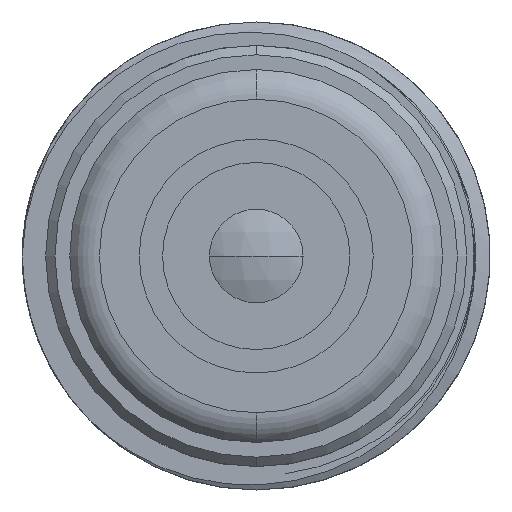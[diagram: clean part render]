
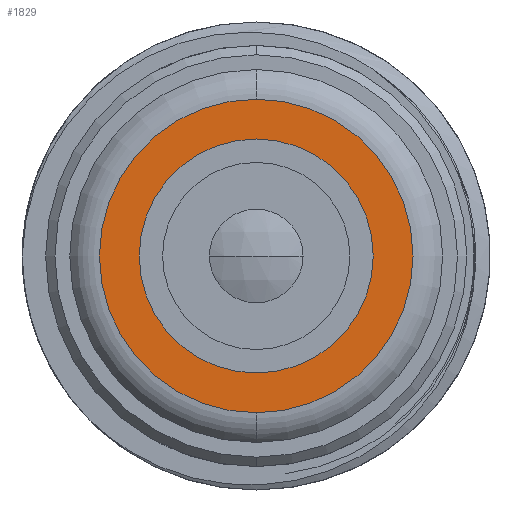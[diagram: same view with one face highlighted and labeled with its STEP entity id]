
A CAD part, left-side view. The second image highlights one B-rep face of the part: STEP entity #1829.
In plain terms, the highlighted planar face has unit normal (-1, 0, 0).
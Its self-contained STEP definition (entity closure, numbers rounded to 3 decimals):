
#124 = ORIENTED_EDGE ( 'NONE', *, *, #2011, .F. ) ;
#210 = VERTEX_POINT ( 'NONE', #3911 ) ;
#211 = DIRECTION ( 'NONE',  ( -1., 0., 0. ) ) ;
#242 = ORIENTED_EDGE ( 'NONE', *, *, #1626, .F. ) ;
#297 = CARTESIAN_POINT ( 'NONE',  ( 3.15, 0., 0. ) ) ;
#374 = CARTESIAN_POINT ( 'NONE',  ( 3.15, 0., 0. ) ) ;
#657 = DIRECTION ( 'NONE',  ( 1., 0., 0. ) ) ;
#787 = CIRCLE ( 'NONE', #3142, 2.245 ) ;
#882 = DIRECTION ( 'NONE',  ( -1., 0., 0. ) ) ;
#998 = FACE_OUTER_BOUND ( 'NONE', #3815, .T. ) ;
#1111 = AXIS2_PLACEMENT_3D ( 'NONE', #3411, #1531, #3874 ) ;
#1373 = CARTESIAN_POINT ( 'NONE',  ( 3.15, 0., 0. ) ) ;
#1397 = DIRECTION ( 'NONE',  ( 0., 0., 1. ) ) ;
#1473 = CARTESIAN_POINT ( 'NONE',  ( 3.15, 0., 2.245 ) ) ;
#1531 = DIRECTION ( 'NONE',  ( -1., 0., 0. ) ) ;
#1594 = CARTESIAN_POINT ( 'NONE',  ( 3.15, 0., 3.35 ) ) ;
#1607 = CIRCLE ( 'NONE', #1111, 2.245 ) ;
#1626 = EDGE_CURVE ( 'NONE', #6023, #1723, #1607, .T. ) ;
#1723 = VERTEX_POINT ( 'NONE', #2021 ) ;
#1829 = ADVANCED_FACE ( 'NONE', ( #3048, #998 ), #3075, .F. ) ;
#2011 = EDGE_CURVE ( 'NONE', #1723, #6023, #787, .T. ) ;
#2021 = CARTESIAN_POINT ( 'NONE',  ( 3.15, 0., -2.245 ) ) ;
#2175 = EDGE_CURVE ( 'NONE', #210, #6219, #4726, .T. ) ;
#2693 = ORIENTED_EDGE ( 'NONE', *, *, #2175, .T. ) ;
#3048 = FACE_BOUND ( 'NONE', #3598, .T. ) ;
#3075 = PLANE ( 'NONE',  #4030 ) ;
#3142 = AXIS2_PLACEMENT_3D ( 'NONE', #297, #211, #6082 ) ;
#3411 = CARTESIAN_POINT ( 'NONE',  ( 3.15, 0., 0. ) ) ;
#3598 = EDGE_LOOP ( 'NONE', ( #242, #124 ) ) ;
#3815 = EDGE_LOOP ( 'NONE', ( #4527, #2693 ) ) ;
#3874 = DIRECTION ( 'NONE',  ( 0., 0., 1. ) ) ;
#3911 = CARTESIAN_POINT ( 'NONE',  ( 3.15, 0., -3.35 ) ) ;
#4027 = DIRECTION ( 'NONE',  ( 0., 0., -1. ) ) ;
#4030 = AXIS2_PLACEMENT_3D ( 'NONE', #4951, #657, #4027 ) ;
#4434 = AXIS2_PLACEMENT_3D ( 'NONE', #374, #5315, #5859 ) ;
#4527 = ORIENTED_EDGE ( 'NONE', *, *, #5934, .T. ) ;
#4726 = CIRCLE ( 'NONE', #4434, 3.35 ) ;
#4951 = CARTESIAN_POINT ( 'NONE',  ( 3.15, 2.245, 0. ) ) ;
#4970 = AXIS2_PLACEMENT_3D ( 'NONE', #1373, #882, #1397 ) ;
#5315 = DIRECTION ( 'NONE',  ( -1., 0., 0. ) ) ;
#5773 = CIRCLE ( 'NONE', #4970, 3.35 ) ;
#5859 = DIRECTION ( 'NONE',  ( 0., 0., 1. ) ) ;
#5934 = EDGE_CURVE ( 'NONE', #6219, #210, #5773, .T. ) ;
#6023 = VERTEX_POINT ( 'NONE', #1473 ) ;
#6082 = DIRECTION ( 'NONE',  ( 0., 0., 1. ) ) ;
#6219 = VERTEX_POINT ( 'NONE', #1594 ) ;
